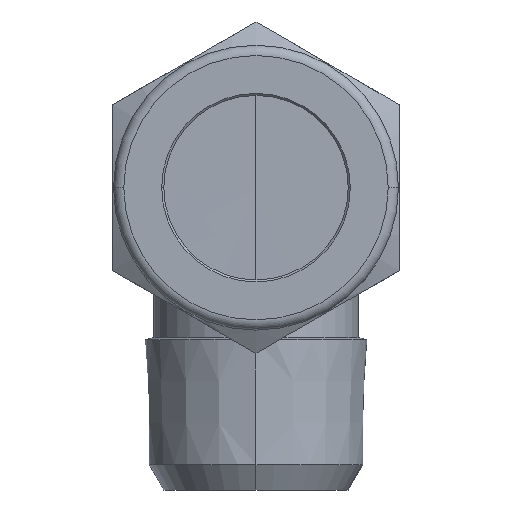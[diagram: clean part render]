
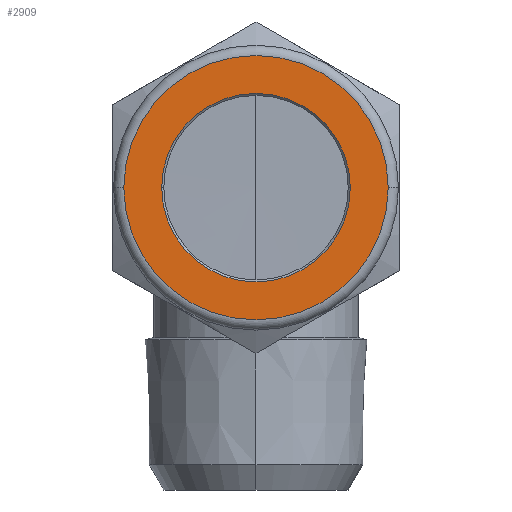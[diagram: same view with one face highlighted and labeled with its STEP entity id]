
A CAD part, left-side view. The second image highlights one B-rep face of the part: STEP entity #2909.
In plain terms, the highlighted planar face has unit normal (-1, 0, 0).
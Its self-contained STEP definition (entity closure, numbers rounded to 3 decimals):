
#33 = CARTESIAN_POINT ( 'NONE',  ( -42., 0., 0. ) ) ;
#34 = DIRECTION ( 'NONE',  ( -1., 0., 0. ) ) ;
#35 = DIRECTION ( 'NONE',  ( 0., -1., 0. ) ) ;
#38 = CARTESIAN_POINT ( 'NONE',  ( -42., 0., 0. ) ) ;
#39 = DIRECTION ( 'NONE',  ( 1., 0., 0. ) ) ;
#40 = DIRECTION ( 'NONE',  ( 0., 1., 0. ) ) ;
#609 = CIRCLE ( 'NONE', #2676, 9.2 ) ;
#612 = CIRCLE ( 'NONE', #2675, 12.9 ) ;
#634 = CIRCLE ( 'NONE', #2688, 12.9 ) ;
#652 = CIRCLE ( 'NONE', #2694, 9.2 ) ;
#807 = FACE_OUTER_BOUND ( 'NONE', #1232, .T. ) ;
#809 = FACE_BOUND ( 'NONE', #1229, .T. ) ;
#1019 = EDGE_CURVE ( 'NONE', #3109, #3110, #612, .T. ) ;
#1020 = EDGE_CURVE ( 'NONE', #3094, #3090, #609, .T. ) ;
#1229 = EDGE_LOOP ( 'NONE', ( #1316, #1317 ) ) ;
#1232 = EDGE_LOOP ( 'NONE', ( #1314, #1315 ) ) ;
#1314 = ORIENTED_EDGE ( 'NONE', *, *, #2144, .T. ) ;
#1315 = ORIENTED_EDGE ( 'NONE', *, *, #1019, .T. ) ;
#1316 = ORIENTED_EDGE ( 'NONE', *, *, #2153, .T. ) ;
#1317 = ORIENTED_EDGE ( 'NONE', *, *, #1020, .T. ) ;
#2144 = EDGE_CURVE ( 'NONE', #3110, #3109, #634, .T. ) ;
#2153 = EDGE_CURVE ( 'NONE', #3090, #3094, #652, .T. ) ;
#2156 = CARTESIAN_POINT ( 'NONE',  ( -42., 0., 0. ) ) ;
#2157 = DIRECTION ( 'NONE',  ( 1., 0., 0. ) ) ;
#2158 = DIRECTION ( 'NONE',  ( 0., 1., 0. ) ) ;
#2507 = DIRECTION ( 'NONE',  ( -1., 0., 0. ) ) ;
#2508 = CARTESIAN_POINT ( 'NONE',  ( -42., 0., 13.9 ) ) ;
#2510 = PLANE ( 'NONE',  #2791 ) ;
#2512 = DIRECTION ( 'NONE',  ( 0., -1., 0. ) ) ;
#2584 = CARTESIAN_POINT ( 'NONE',  ( -42., -9.2, 0. ) ) ;
#2587 = CARTESIAN_POINT ( 'NONE',  ( -42., 9.2, 0. ) ) ;
#2601 = CARTESIAN_POINT ( 'NONE',  ( -42., 12.9, 0. ) ) ;
#2602 = CARTESIAN_POINT ( 'NONE',  ( -42., -12.9, 0. ) ) ;
#2675 = AXIS2_PLACEMENT_3D ( 'NONE', #33, #34, #35 ) ;
#2676 = AXIS2_PLACEMENT_3D ( 'NONE', #38, #39, #40 ) ;
#2688 = AXIS2_PLACEMENT_3D ( 'NONE', #3152, #3153, #3154 ) ;
#2694 = AXIS2_PLACEMENT_3D ( 'NONE', #2156, #2157, #2158 ) ;
#2791 = AXIS2_PLACEMENT_3D ( 'NONE', #2508, #2507, #2512 ) ;
#2909 = ADVANCED_FACE ( 'NONE', ( #807, #809 ), #2510, .T. ) ;
#3090 = VERTEX_POINT ( 'NONE', #2584 ) ;
#3094 = VERTEX_POINT ( 'NONE', #2587 ) ;
#3109 = VERTEX_POINT ( 'NONE', #2601 ) ;
#3110 = VERTEX_POINT ( 'NONE', #2602 ) ;
#3152 = CARTESIAN_POINT ( 'NONE',  ( -42., 0., 0. ) ) ;
#3153 = DIRECTION ( 'NONE',  ( -1., 0., 0. ) ) ;
#3154 = DIRECTION ( 'NONE',  ( 0., -1., 0. ) ) ;
